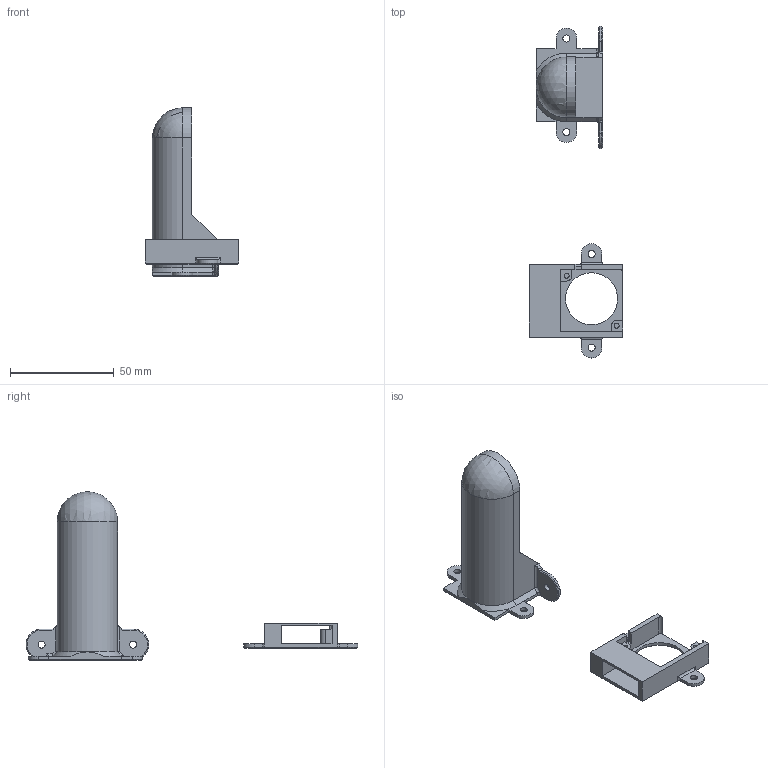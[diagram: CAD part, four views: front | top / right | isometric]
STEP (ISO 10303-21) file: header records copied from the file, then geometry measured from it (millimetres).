
FILE_DESCRIPTION(/* description */ (''),/* implementation_level */ '2;1');
FILE_NAME(/* name */ 'v0-fan-duct.step',/* time_stamp */ '2021-12-23T16:36:26-06:00',/* author */ (''),/* organization */ (''),/* preprocessor_version */ 'ST-DEVELOPER v18.1',/* originating_system */ 'Autodesk Translation Framework v10.10.0.1391',/* authorisation */ '');
FILE_SCHEMA (('AUTOMOTIVE_DESIGN { 1 0 10303 214 3 1 1 }'));
Length unit declared in the file: millimetre
Products named in the file (3): Voron 0 Raspberry Pi Cooling Fan; Cooling Fan; Ducting
Assembly tree (2 placements, depth 2):
  Voron 0 Raspberry Pi Cooling Fan
    Cooling Fan
    Ducting
Bounding box: 45 x 159.65 x 81 mm (x, y, z)
Volume: 24786 mm3; surface area: 20141.4 mm2
Topology: 2 solids, 2 shells, 155 faces, 392 edges, 235 vertices
Faces by surface type: plane 83, cylinder 41, cone 22, bspline 6, sphere 2, torus 1
Full cylindrical faces by diameter (mm): 2.4 x2, 3.4 x6, 25 x2
Entity records: 5355 total; most frequent: CARTESIAN_POINT 1542, DIRECTION 781, ORIENTED_EDGE 770, EDGE_CURVE 385, LINE 267, VECTOR 267, AXIS2_PLACEMENT_3D 257, VERTEX_POINT 235
